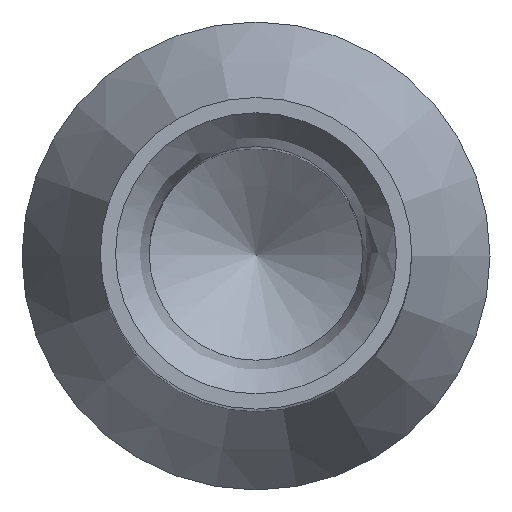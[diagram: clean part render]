
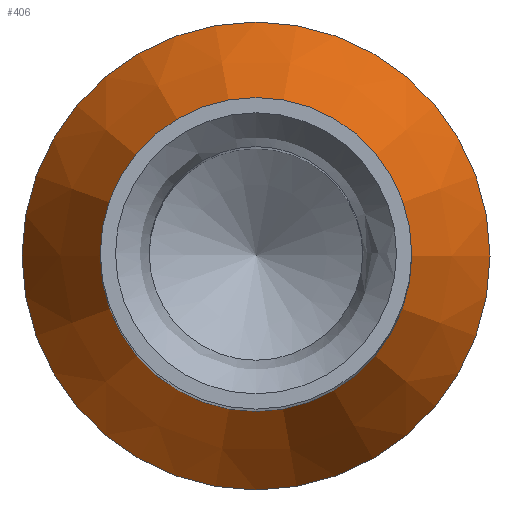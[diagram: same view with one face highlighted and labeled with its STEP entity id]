
A CAD part, top view. The second image highlights one B-rep face of the part: STEP entity #406.
In plain terms, the highlighted conical face has half-angle 25.346 degrees and reference radius 0.94 mm.
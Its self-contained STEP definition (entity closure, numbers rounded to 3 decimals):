
#308=CONICAL_SURFACE('',#3019,0.94,25.346);
#406=ADVANCED_FACE('',(#616,#617),#308,.T.);
#616=FACE_BOUND('',#688,.T.);
#617=FACE_BOUND('',#689,.T.);
#688=EDGE_LOOP('',(#923));
#689=EDGE_LOOP('',(#924));
#923=ORIENTED_EDGE('',*,*,#1692,.F.);
#924=ORIENTED_EDGE('',*,*,#1691,.T.);
#1484=VERTEX_POINT('',#4511);
#1485=VERTEX_POINT('',#4514);
#1691=EDGE_CURVE('',#1484,#1484,#1977,.T.);
#1692=EDGE_CURVE('',#1485,#1485,#1978,.T.);
#1977=CIRCLE('',#3016,0.94);
#1978=CIRCLE('',#3018,1.84);
#3016=AXIS2_PLACEMENT_3D('',#4510,#3435,#3436);
#3018=AXIS2_PLACEMENT_3D('',#4513,#3439,#3440);
#3019=AXIS2_PLACEMENT_3D('',#4515,#3441,#3442);
#3435=DIRECTION('',(0.,0.,-1.));
#3436=DIRECTION('',(-1.,0.,0.));
#3439=DIRECTION('',(0.,0.,-1.));
#3440=DIRECTION('',(-1.,0.,0.));
#3441=DIRECTION('',(0.,0.,-1.));
#3442=DIRECTION('',(-1.,0.,0.));
#4510=CARTESIAN_POINT('',(0.,1144.401,14.135));
#4511=CARTESIAN_POINT('',(-0.94,1144.401,14.135));
#4513=CARTESIAN_POINT('',(0.,1144.401,12.235));
#4514=CARTESIAN_POINT('',(-1.84,1144.401,12.235));
#4515=CARTESIAN_POINT('',(0.,1144.401,14.135));
